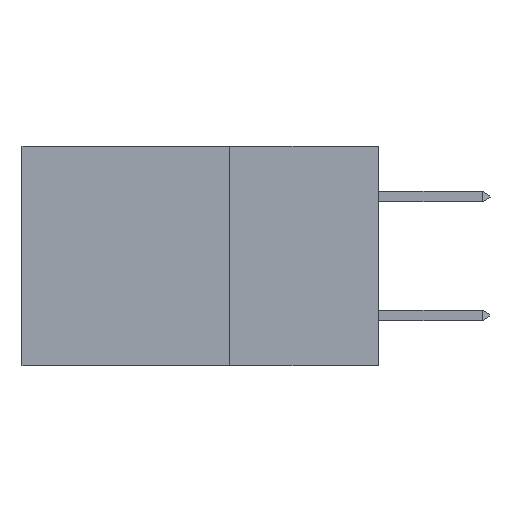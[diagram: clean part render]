
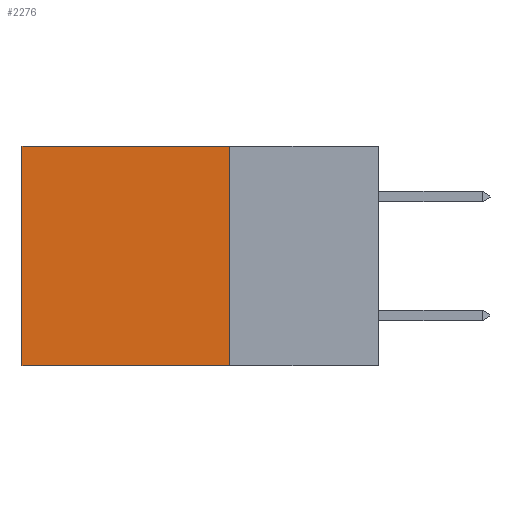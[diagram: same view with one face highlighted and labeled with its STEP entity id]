
A CAD part, left-side view. The second image highlights one B-rep face of the part: STEP entity #2276.
In plain terms, the highlighted planar face has unit normal (-1, 0, 0).
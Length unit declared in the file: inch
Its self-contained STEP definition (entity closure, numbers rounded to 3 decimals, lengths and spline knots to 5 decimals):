
#1217 = DIRECTION ( 'NONE',  ( 0., 0., -1. ) ) ;
#2276 = ADVANCED_FACE ( 'NONE', ( #5447 ), #17533, .F. ) ;
#2871 = VERTEX_POINT ( 'NONE', #5345 ) ;
#2878 = DIRECTION ( 'NONE',  ( 0., 0., -1. ) ) ;
#3112 = CARTESIAN_POINT ( 'NONE',  ( 0.298, 0.25, -0.37 ) ) ;
#3203 = LINE ( 'NONE', #3308, #14462 ) ;
#3308 = CARTESIAN_POINT ( 'NONE',  ( 0.298, 0.25, 0. ) ) ;
#3442 = ORIENTED_EDGE ( 'NONE', *, *, #13794, .F. ) ;
#3763 = LINE ( 'NONE', #9983, #11550 ) ;
#3780 = DIRECTION ( 'NONE',  ( 0., 0., -1. ) ) ;
#3962 = LINE ( 'NONE', #3112, #18449 ) ;
#4090 = ORIENTED_EDGE ( 'NONE', *, *, #4386, .F. ) ;
#4342 = CARTESIAN_POINT ( 'NONE',  ( 0.298, 0.6, 0. ) ) ;
#4386 = EDGE_CURVE ( 'NONE', #14080, #2871, #3763, .T. ) ;
#4447 = DIRECTION ( 'NONE',  ( 0., 1., 0. ) ) ;
#5057 = EDGE_CURVE ( 'NONE', #8540, #9307, #18019, .T. ) ;
#5345 = CARTESIAN_POINT ( 'NONE',  ( 0.298, 0.25, -0.37 ) ) ;
#5447 = FACE_OUTER_BOUND ( 'NONE', #17122, .T. ) ;
#6722 = CARTESIAN_POINT ( 'NONE',  ( 0.298, 0.6, 0. ) ) ;
#7469 = EDGE_CURVE ( 'NONE', #14080, #8540, #3203, .T. ) ;
#8540 = VERTEX_POINT ( 'NONE', #4342 ) ;
#9242 = VECTOR ( 'NONE', #3780, 39.37008 ) ;
#9307 = VERTEX_POINT ( 'NONE', #10067 ) ;
#9355 = AXIS2_PLACEMENT_3D ( 'NONE', #16119, #11670, #2878 ) ;
#9983 = CARTESIAN_POINT ( 'NONE',  ( 0.298, 0.25, 0. ) ) ;
#10067 = CARTESIAN_POINT ( 'NONE',  ( 0.298, 0.6, -0.37 ) ) ;
#10786 = DIRECTION ( 'NONE',  ( 0., 1., 0. ) ) ;
#11550 = VECTOR ( 'NONE', #1217, 39.37008 ) ;
#11582 = ORIENTED_EDGE ( 'NONE', *, *, #5057, .T. ) ;
#11670 = DIRECTION ( 'NONE',  ( 1., 0., 0. ) ) ;
#13193 = ORIENTED_EDGE ( 'NONE', *, *, #7469, .T. ) ;
#13794 = EDGE_CURVE ( 'NONE', #2871, #9307, #3962, .T. ) ;
#14080 = VERTEX_POINT ( 'NONE', #15416 ) ;
#14462 = VECTOR ( 'NONE', #10786, 39.37008 ) ;
#15416 = CARTESIAN_POINT ( 'NONE',  ( 0.298, 0.25, 0. ) ) ;
#16119 = CARTESIAN_POINT ( 'NONE',  ( 0.298, 0.25, 0. ) ) ;
#17122 = EDGE_LOOP ( 'NONE', ( #11582, #3442, #4090, #13193 ) ) ;
#17533 = PLANE ( 'NONE',  #9355 ) ;
#18019 = LINE ( 'NONE', #6722, #9242 ) ;
#18449 = VECTOR ( 'NONE', #4447, 39.37008 ) ;
